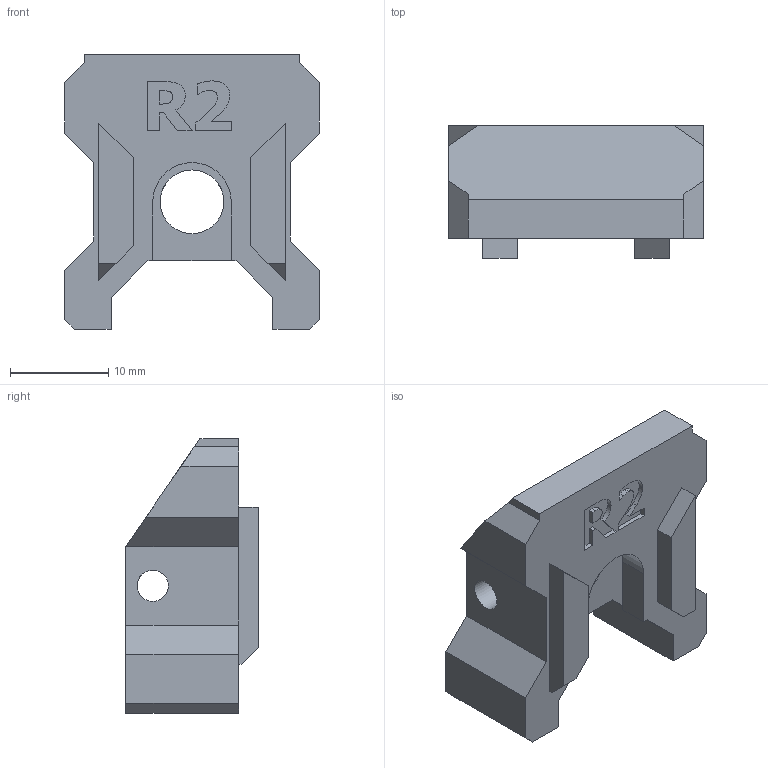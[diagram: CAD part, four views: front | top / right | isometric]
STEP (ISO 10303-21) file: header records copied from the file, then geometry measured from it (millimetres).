
FILE_DESCRIPTION(/* description */ (''),/* implementation_level */ '2;1');
FILE_NAME(/* name */ 'frame-rear-cover-insert.stp',/* time_stamp */ '2023-12-19T12:38:21+01:00',/* author */ ('Dominik Tebich'),/* organization */ (''),/* preprocessor_version */ 'ST-DEVELOPER v19.2',/* originating_system */ 'Autodesk Inventor 2023',/* authorisation */ '');
FILE_SCHEMA (('AUTOMOTIVE_DESIGN { 1 0 10303 214 3 1 1 }'));
Length unit declared in the file: millimetre
Products named in the file (1): frame-rear-cover-insert_R2
Bounding box: 26 x 13.5 x 28 mm (x, y, z)
Volume: 4520.1 mm3; surface area: 2931 mm2
Topology: 1 solids, 1 shells, 105 faces, 289 edges, 193 vertices
Faces by surface type: plane 77, bspline 16, cylinder 12
Full cylindrical faces by diameter (mm): 3.2 x4, 6.5 x1
Entity records: 3515 total; most frequent: CARTESIAN_POINT 866, ORIENTED_EDGE 578, DIRECTION 451, EDGE_CURVE 289, LINE 231, VECTOR 231, VERTEX_POINT 192, EDGE_LOOP 121
